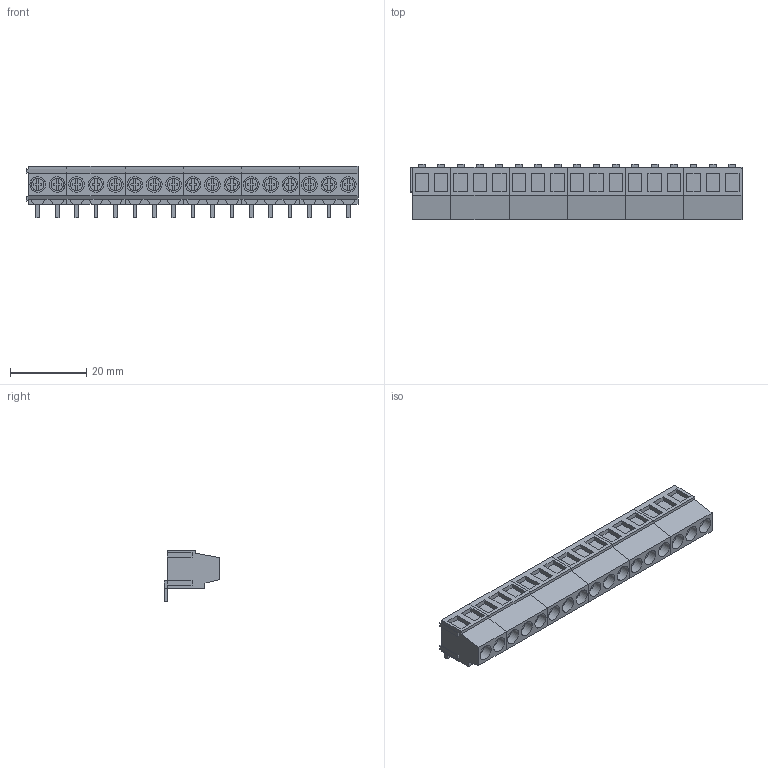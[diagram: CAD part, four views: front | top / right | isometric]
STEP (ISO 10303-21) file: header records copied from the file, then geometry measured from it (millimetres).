
FILE_DESCRIPTION(('CATIA V5 STEP Exchange','CAx-IF Rec.Pracs.--- Model Styling and Organization---1.2---2011-12-15'),'2;1');
FILE_NAME ('D1465189_0_9995100000_9995100000.stp','2018-03-31T11:35:34+00:00',('none'),('Weidmueller'),'CATIA Version 5-6 Release 2014','CATIA V5 STEP AP214','none');
FILE_SCHEMA(('AUTOMOTIVE_DESIGN { 1 0 10303 214 1 1 1 1 }'));
Length unit declared in the file: millimetre
Products named in the file (1): 9995100000
Bounding box: 86.91 x 14.6 x 13.5 mm (x, y, z)
Volume: 8236.7 mm3; surface area: 9511.6 mm2
Topology: 40 solids, 40 shells, 1210 faces, 3203 edges, 2124 vertices
Faces by surface type: plane 1108, cylinder 102
Entity records: 36625 total; most frequent: CARTESIAN_POINT 7273, ORIENTED_EDGE 6406, DIRECTION 4898, EDGE_CURVE 3203, VECTOR 2931, LINE 2931, VERTEX_POINT 2124, EDGE_LOOP 1261
